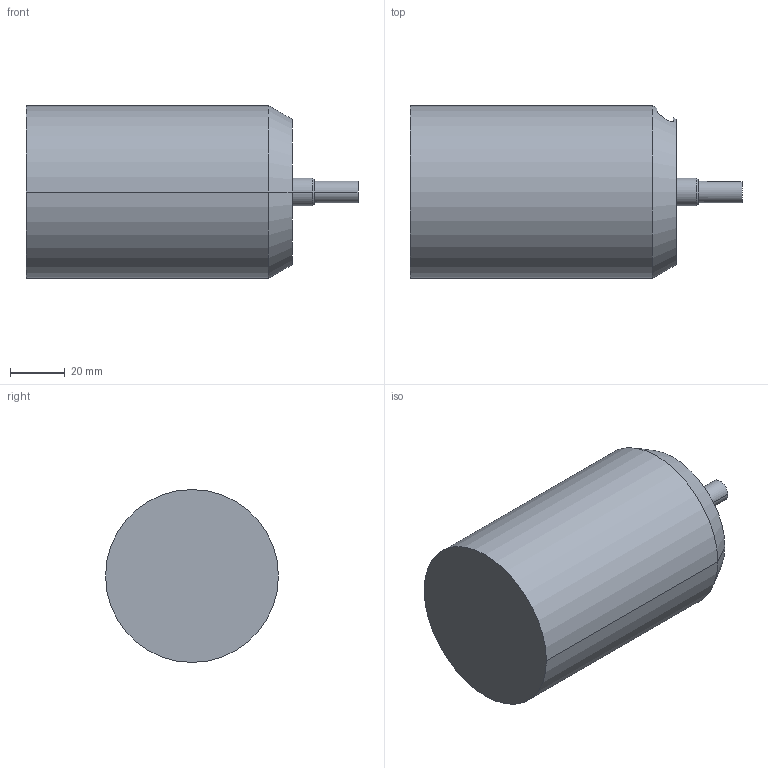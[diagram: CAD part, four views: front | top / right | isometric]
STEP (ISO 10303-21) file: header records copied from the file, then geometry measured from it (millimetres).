
FILE_DESCRIPTION (( 'STEP AP203' ), '1' );
FILE_NAME ('63100 motor.STEP', '2021-02-09T06:37:03', ( '' ), ( '' ), 'SwSTEP 2.0', 'SolidWorks 2019', '' );
FILE_SCHEMA (( 'CONFIG_CONTROL_DESIGN' ));
Length unit declared in the file: millimetre
Products named in the file (1): 63100 motor
Bounding box: 121 x 63 x 63 mm (x, y, z)
Volume: 298662.1 mm3; surface area: 25827.4 mm2
Topology: 1 solids, 1 shells, 39 faces, 93 edges, 54 vertices
Faces by surface type: cylinder 17, cone 12, plane 10
Entity records: 1284 total; most frequent: CARTESIAN_POINT 320, DIRECTION 200, ORIENTED_EDGE 170, EDGE_CURVE 85, AXIS2_PLACEMENT_3D 79, VERTEX_POINT 54, EDGE_LOOP 45, LINE 42
